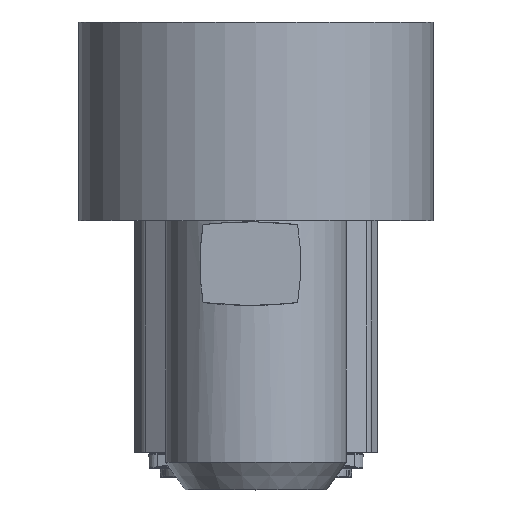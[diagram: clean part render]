
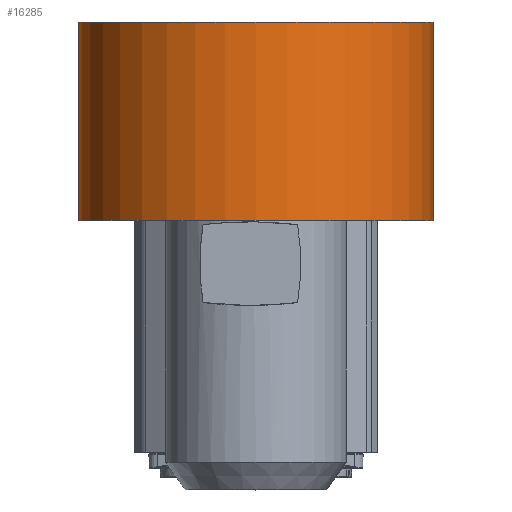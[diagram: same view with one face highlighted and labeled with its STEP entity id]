
A CAD part, top view. The second image highlights one B-rep face of the part: STEP entity #16285.
In plain terms, the highlighted cylindrical face has radius 307.5 mm (diameter 615 mm), a partial arc.
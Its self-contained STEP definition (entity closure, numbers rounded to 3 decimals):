
#882=CARTESIAN_POINT('',(0.,-143.3,0.));
#883=DIRECTION('',(0.,1.,0.));
#884=DIRECTION('',(-1.,0.,0.));
#885=AXIS2_PLACEMENT_3D('',#882,#883,#884);
#1096=DIRECTION('',(0.,1.,0.));
#1097=VECTOR('',#1096,344.4);
#1098=CARTESIAN_POINT('',(307.5,-143.3,0.));
#1099=LINE('',#1098,#1097);
#5177=DIRECTION('',(0.,1.,0.));
#5178=VECTOR('',#5177,344.4);
#5179=CARTESIAN_POINT('',(-307.5,-143.3,0.));
#5180=LINE('',#5179,#5178);
#5181=CARTESIAN_POINT('',(0.,201.1,0.));
#5182=DIRECTION('',(0.,-1.,0.));
#5183=DIRECTION('',(1.,0.,0.));
#5184=AXIS2_PLACEMENT_3D('',#5181,#5182,#5183);
#7080=CARTESIAN_POINT('',(-307.5,-143.3,0.));
#7081=VERTEX_POINT('',#7080);
#7082=CARTESIAN_POINT('',(307.5,-143.3,0.));
#7083=VERTEX_POINT('',#7082);
#7254=CARTESIAN_POINT('',(307.5,201.1,0.));
#7255=VERTEX_POINT('',#7254);
#7256=CARTESIAN_POINT('',(-307.5,201.1,0.));
#7257=VERTEX_POINT('',#7256);
#16273=CARTESIAN_POINT('',(0.,201.1,0.));
#16274=DIRECTION('',(0.,1.,0.));
#16275=DIRECTION('',(-1.,0.,0.));
#16276=AXIS2_PLACEMENT_3D('',#16273,#16274,#16275);
#16277=CYLINDRICAL_SURFACE('',#16276,307.5);
#16279=ORIENTED_EDGE('',*,*,#16278,.F.);
#16280=ORIENTED_EDGE('',*,*,#9421,.F.);
#16281=ORIENTED_EDGE('',*,*,#9215,.F.);
#16282=ORIENTED_EDGE('',*,*,#9425,.T.);
#16283=EDGE_LOOP('',(#16279,#16280,#16281,#16282));
#16284=FACE_OUTER_BOUND('',#16283,.F.);
#16285=ADVANCED_FACE('',(#16284),#16277,.T.);
#886=CIRCLE('',#885,307.5);
#5185=CIRCLE('',#5184,307.5);
#9215=EDGE_CURVE('',#7081,#7083,#886,.T.);
#9421=EDGE_CURVE('',#7083,#7255,#1099,.T.);
#9425=EDGE_CURVE('',#7081,#7257,#5180,.T.);
#16278=EDGE_CURVE('',#7255,#7257,#5185,.T.);
